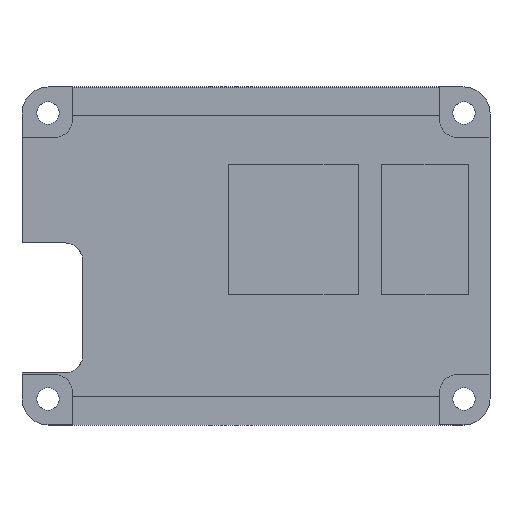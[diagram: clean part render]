
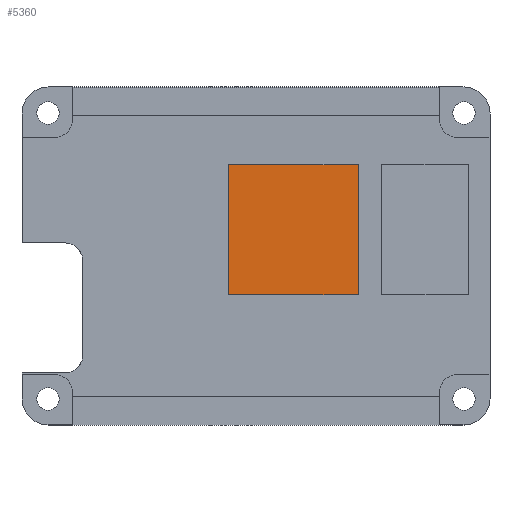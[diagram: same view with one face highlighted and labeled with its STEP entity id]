
A CAD part, front view. The second image highlights one B-rep face of the part: STEP entity #5360.
In plain terms, the highlighted planar face has unit normal (0, -1, 0).
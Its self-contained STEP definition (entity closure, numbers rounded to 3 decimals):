
#230 = AXIS2_PLACEMENT_3D ( 'NONE', #6356, #6396, #348 ) ;
#307 = DIRECTION ( 'NONE',  ( 0., 0., 1. ) ) ;
#348 = DIRECTION ( 'NONE',  ( 0., 0., 1. ) ) ;
#350 = VERTEX_POINT ( 'NONE', #4107 ) ;
#443 = EDGE_CURVE ( 'NONE', #3839, #350, #938, .T. ) ;
#778 = EDGE_CURVE ( 'NONE', #3644, #350, #6013, .T. ) ;
#881 = EDGE_CURVE ( 'NONE', #6902, #3644, #1946, .T. ) ;
#938 = LINE ( 'NONE', #3677, #3954 ) ;
#1405 = DIRECTION ( 'NONE',  ( 0., 0., 1. ) ) ;
#1447 = PLANE ( 'NONE',  #230 ) ;
#1946 = LINE ( 'NONE', #5877, #6349 ) ;
#2430 = EDGE_LOOP ( 'NONE', ( #4952, #4265, #3124, #2624 ) ) ;
#2624 = ORIENTED_EDGE ( 'NONE', *, *, #443, .F. ) ;
#2637 = FACE_OUTER_BOUND ( 'NONE', #2430, .T. ) ;
#3124 = ORIENTED_EDGE ( 'NONE', *, *, #778, .T. ) ;
#3644 = VERTEX_POINT ( 'NONE', #5249 ) ;
#3677 = CARTESIAN_POINT ( 'NONE',  ( -3.2, 2.6, 0. ) ) ;
#3839 = VERTEX_POINT ( 'NONE', #7006 ) ;
#3954 = VECTOR ( 'NONE', #1405, 1000. ) ;
#4107 = CARTESIAN_POINT ( 'NONE',  ( -3.2, 2.6, 10.5 ) ) ;
#4265 = ORIENTED_EDGE ( 'NONE', *, *, #881, .T. ) ;
#4317 = CARTESIAN_POINT ( 'NONE',  ( 0., 2.6, -4.5 ) ) ;
#4573 = VECTOR ( 'NONE', #4972, 1000. ) ;
#4952 = ORIENTED_EDGE ( 'NONE', *, *, #6167, .F. ) ;
#4972 = DIRECTION ( 'NONE',  ( -1., 0., 0. ) ) ;
#5249 = CARTESIAN_POINT ( 'NONE',  ( 11.8, 2.6, 10.5 ) ) ;
#5360 = ADVANCED_FACE ( 'NONE', ( #2637 ), #1447, .F. ) ;
#5571 = CARTESIAN_POINT ( 'NONE',  ( 0., 2.6, 10.5 ) ) ;
#5877 = CARTESIAN_POINT ( 'NONE',  ( 11.8, 2.6, 0. ) ) ;
#6013 = LINE ( 'NONE', #5571, #4573 ) ;
#6167 = EDGE_CURVE ( 'NONE', #6902, #3839, #6410, .T. ) ;
#6237 = VECTOR ( 'NONE', #6708, 1000. ) ;
#6349 = VECTOR ( 'NONE', #307, 1000. ) ;
#6356 = CARTESIAN_POINT ( 'NONE',  ( 0., 2.6, 0. ) ) ;
#6396 = DIRECTION ( 'NONE',  ( 0., 1., 0. ) ) ;
#6410 = LINE ( 'NONE', #4317, #6237 ) ;
#6635 = CARTESIAN_POINT ( 'NONE',  ( 11.8, 2.6, -4.5 ) ) ;
#6708 = DIRECTION ( 'NONE',  ( -1., 0., 0. ) ) ;
#6902 = VERTEX_POINT ( 'NONE', #6635 ) ;
#7006 = CARTESIAN_POINT ( 'NONE',  ( -3.2, 2.6, -4.5 ) ) ;
